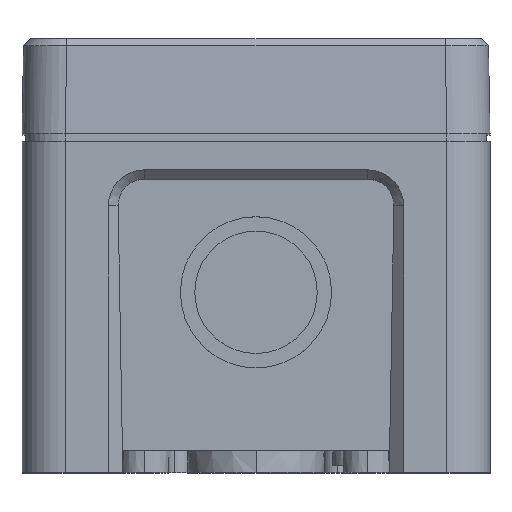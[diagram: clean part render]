
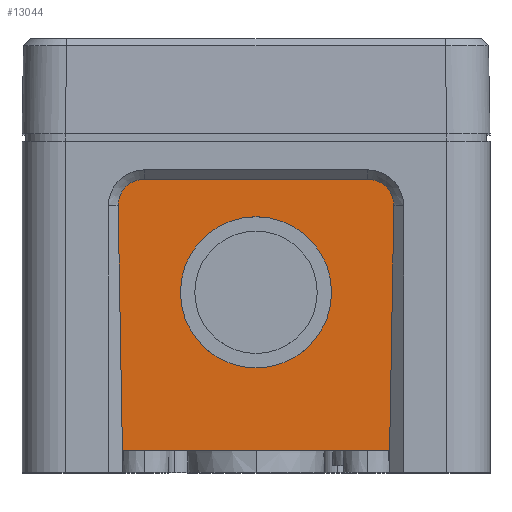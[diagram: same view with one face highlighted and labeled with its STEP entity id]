
A CAD part, top view. The second image highlights one B-rep face of the part: STEP entity #13044.
In plain terms, the highlighted planar face has unit normal (0, -0.018, 1).
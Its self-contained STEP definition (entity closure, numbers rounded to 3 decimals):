
#147 = VERTEX_POINT ( 'NONE', #12519 ) ;
#154 = CARTESIAN_POINT ( 'NONE',  ( -19.184, -7.834, 46.184 ) ) ;
#158 = CARTESIAN_POINT ( 'NONE',  ( 18.448, -44., 45.552 ) ) ;
#208 = EDGE_LOOP ( 'NONE', ( #12826, #7867, #3420, #5681, #12997, #3896, #3369, #6586 ) ) ;
#281 = LINE ( 'NONE', #12284, #11052 ) ;
#761 = EDGE_CURVE ( 'NONE', #12129, #147, #281, .T. ) ;
#1116 = LINE ( 'NONE', #14130, #16367 ) ;
#1245 = CARTESIAN_POINT ( 'NONE',  ( -15.5, -6.289, 46.211 ) ) ;
#1286 = AXIS2_PLACEMENT_3D ( 'NONE', #1588, #4069, #6835 ) ;
#1300 = EDGE_LOOP ( 'NONE', ( #14244, #5010 ) ) ;
#1588 = CARTESIAN_POINT ( 'NONE',  ( 0., -22.004, 45.936 ) ) ;
#1720 = CARTESIAN_POINT ( 'NONE',  ( 19.184, -7.834, 46.184 ) ) ;
#2006 = VERTEX_POINT ( 'NONE', #5690 ) ;
#2459 = VERTEX_POINT ( 'NONE', #7226 ) ;
#2700 = EDGE_CURVE ( 'NONE', #13131, #2459, #8274, .T. ) ;
#2914 = EDGE_CURVE ( 'NONE', #2006, #16038, #1116, .T. ) ;
#3369 = ORIENTED_EDGE ( 'NONE', *, *, #6621, .T. ) ;
#3420 = ORIENTED_EDGE ( 'NONE', *, *, #761, .F. ) ;
#3896 = ORIENTED_EDGE ( 'NONE', *, *, #12890, .T. ) ;
#4010 = CARTESIAN_POINT ( 'NONE',  ( -17.666, -6.289, 46.211 ) ) ;
#4069 = DIRECTION ( 'NONE',  ( 0., 0.017, -1. ) ) ;
#4100 = CARTESIAN_POINT ( 'NONE',  ( -19.146, -10., 46.146 ) ) ;
#4139 = CARTESIAN_POINT ( 'NONE',  ( -18.501, -47.035, 45.499 ) ) ;
#4307 = LINE ( 'NONE', #4139, #7901 ) ;
#4685 = LINE ( 'NONE', #7101, #11173 ) ;
#4728 = CARTESIAN_POINT ( 'NONE',  ( 15.5, -6.289, 46.211 ) ) ;
#4970 = DIRECTION ( 'NONE',  ( -0.017, -1., -0.017 ) ) ;
#5010 = ORIENTED_EDGE ( 'NONE', *, *, #11020, .T. ) ;
#5681 = ORIENTED_EDGE ( 'NONE', *, *, #13801, .T. ) ;
#5690 = CARTESIAN_POINT ( 'NONE',  ( 19.146, -10., 46.146 ) ) ;
#5704 = DIRECTION ( 'NONE',  ( -0.017, 1., 0.017 ) ) ;
#5933 = CARTESIAN_POINT ( 'NONE',  ( 0., -11.505, 46.12 ) ) ;
#6218 = FACE_BOUND ( 'NONE', #1300, .T. ) ;
#6434 = VERTEX_POINT ( 'NONE', #8338 ) ;
#6586 = ORIENTED_EDGE ( 'NONE', *, *, #11113, .F. ) ;
#6621 = EDGE_CURVE ( 'NONE', #7167, #7304, #16953, .T. ) ;
#6835 = DIRECTION ( 'NONE',  ( 0., 1., 0.017 ) ) ;
#7101 = CARTESIAN_POINT ( 'NONE',  ( 18.501, -47.035, 45.499 ) ) ;
#7167 = VERTEX_POINT ( 'NONE', #11341 ) ;
#7226 = CARTESIAN_POINT ( 'NONE',  ( -18.5, -47., 45.5 ) ) ;
#7304 = VERTEX_POINT ( 'NONE', #158 ) ;
#7357 = FACE_OUTER_BOUND ( 'NONE', #208, .T. ) ;
#7361 = CIRCLE ( 'NONE', #1286, 10.5 ) ;
#7630 = CIRCLE ( 'NONE', #7909, 10.5 ) ;
#7867 = ORIENTED_EDGE ( 'NONE', *, *, #8507, .F. ) ;
#7901 = VECTOR ( 'NONE', #9391, 1000. ) ;
#7909 = AXIS2_PLACEMENT_3D ( 'NONE', #13663, #8109, #14677 ) ;
#8109 = DIRECTION ( 'NONE',  ( 0., 0.017, -1. ) ) ;
#8271 =( BOUNDED_CURVE ( )  B_SPLINE_CURVE ( 3, ( #15840, #4010, #154, #4100 ),
 .UNSPECIFIED., .F., .F. ) 
 B_SPLINE_CURVE_WITH_KNOTS ( ( 4, 4 ),
 ( 0., 1.588 ),
 .UNSPECIFIED. ) 
 CURVE ( )  GEOMETRIC_REPRESENTATION_ITEM ( )  RATIONAL_B_SPLINE_CURVE ( ( 1., 0.801, 0.801, 1. ) ) 
 REPRESENTATION_ITEM ( '' )  );
#8274 = LINE ( 'NONE', #14496, #9259 ) ;
#8338 = CARTESIAN_POINT ( 'NONE',  ( 0., -32.502, 45.753 ) ) ;
#8507 = EDGE_CURVE ( 'NONE', #147, #2006, #10540, .T. ) ;
#9165 = DIRECTION ( 'NONE',  ( 1., 0., 0. ) ) ;
#9259 = VECTOR ( 'NONE', #13464, 1000. ) ;
#9382 = DIRECTION ( 'NONE',  ( 1., 0., 0. ) ) ;
#9391 = DIRECTION ( 'NONE',  ( 0.017, 1., 0.017 ) ) ;
#9423 = CARTESIAN_POINT ( 'NONE',  ( 20.5, -44., 45.552 ) ) ;
#10101 = AXIS2_PLACEMENT_3D ( 'NONE', #11426, #16410, #15212 ) ;
#10458 = VERTEX_POINT ( 'NONE', #5933 ) ;
#10540 =( BOUNDED_CURVE ( )  B_SPLINE_CURVE ( 3, ( #4728, #15186, #1720, #16120 ),
 .UNSPECIFIED., .F., .F. ) 
 B_SPLINE_CURVE_WITH_KNOTS ( ( 4, 4 ),
 ( 0., 1.588 ),
 .UNSPECIFIED. ) 
 CURVE ( )  GEOMETRIC_REPRESENTATION_ITEM ( )  RATIONAL_B_SPLINE_CURVE ( ( 1., 0.801, 0.801, 1. ) ) 
 REPRESENTATION_ITEM ( '' )  );
#11020 = EDGE_CURVE ( 'NONE', #10458, #6434, #7361, .T. ) ;
#11052 = VECTOR ( 'NONE', #9382, 1000. ) ;
#11113 = EDGE_CURVE ( 'NONE', #16038, #7304, #4685, .T. ) ;
#11173 = VECTOR ( 'NONE', #5704, 1000. ) ;
#11341 = CARTESIAN_POINT ( 'NONE',  ( -18.448, -44., 45.552 ) ) ;
#11398 = CARTESIAN_POINT ( 'NONE',  ( 18.5, -47., 45.5 ) ) ;
#11426 = CARTESIAN_POINT ( 'NONE',  ( 20.5, -47., 45.5 ) ) ;
#12129 = VERTEX_POINT ( 'NONE', #1245 ) ;
#12284 = CARTESIAN_POINT ( 'NONE',  ( 20.5, -6.289, 46.211 ) ) ;
#12519 = CARTESIAN_POINT ( 'NONE',  ( 15.5, -6.289, 46.211 ) ) ;
#12826 = ORIENTED_EDGE ( 'NONE', *, *, #2914, .F. ) ;
#12890 = EDGE_CURVE ( 'NONE', #2459, #7167, #4307, .T. ) ;
#12943 = EDGE_CURVE ( 'NONE', #6434, #10458, #7630, .T. ) ;
#12997 = ORIENTED_EDGE ( 'NONE', *, *, #2700, .T. ) ;
#13044 = ADVANCED_FACE ( 'NONE', ( #6218, #7357 ), #16569, .T. ) ;
#13131 = VERTEX_POINT ( 'NONE', #15614 ) ;
#13464 = DIRECTION ( 'NONE',  ( 0.017, -1., -0.017 ) ) ;
#13663 = CARTESIAN_POINT ( 'NONE',  ( 0., -22.004, 45.936 ) ) ;
#13801 = EDGE_CURVE ( 'NONE', #12129, #13131, #8271, .T. ) ;
#14130 = CARTESIAN_POINT ( 'NONE',  ( 18.501, -46.93, 45.501 ) ) ;
#14244 = ORIENTED_EDGE ( 'NONE', *, *, #12943, .T. ) ;
#14496 = CARTESIAN_POINT ( 'NONE',  ( -18.501, -46.93, 45.501 ) ) ;
#14514 = VECTOR ( 'NONE', #9165, 1000. ) ;
#14677 = DIRECTION ( 'NONE',  ( 0., 1., 0.017 ) ) ;
#15186 = CARTESIAN_POINT ( 'NONE',  ( 17.666, -6.289, 46.211 ) ) ;
#15212 = DIRECTION ( 'NONE',  ( -1., 0., 0. ) ) ;
#15614 = CARTESIAN_POINT ( 'NONE',  ( -19.146, -10., 46.146 ) ) ;
#15840 = CARTESIAN_POINT ( 'NONE',  ( -15.5, -6.289, 46.211 ) ) ;
#16038 = VERTEX_POINT ( 'NONE', #11398 ) ;
#16120 = CARTESIAN_POINT ( 'NONE',  ( 19.146, -10., 46.146 ) ) ;
#16367 = VECTOR ( 'NONE', #4970, 1000. ) ;
#16410 = DIRECTION ( 'NONE',  ( 0., -0.017, 1. ) ) ;
#16569 = PLANE ( 'NONE',  #10101 ) ;
#16953 = LINE ( 'NONE', #9423, #14514 ) ;
